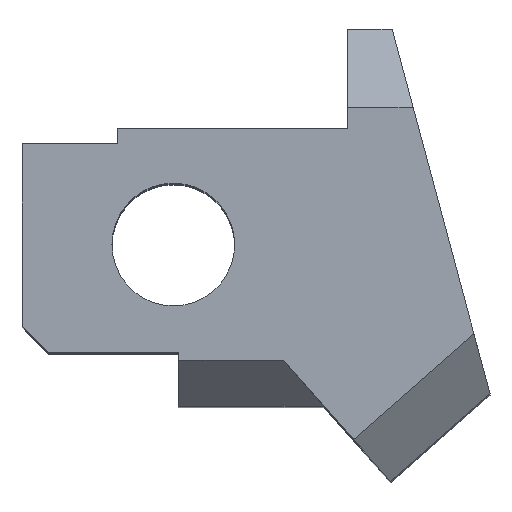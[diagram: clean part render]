
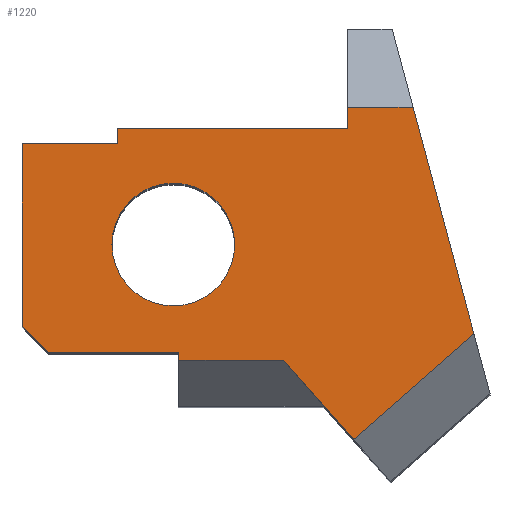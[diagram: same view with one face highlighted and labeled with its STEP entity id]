
A CAD part, top view. The second image highlights one B-rep face of the part: STEP entity #1220.
In plain terms, the highlighted planar face has unit normal (0, 0, 1).
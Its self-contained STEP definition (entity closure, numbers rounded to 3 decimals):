
#24=FACE_BOUND('',#197,.T.);
#71=PLANE('',#1306);
#129=FACE_OUTER_BOUND('',#196,.T.);
#196=EDGE_LOOP('',(#1124,#1125,#1126,#1127,#1128,#1129,#1130,#1131,#1132,
#1133,#1134,#1135,#1136));
#197=EDGE_LOOP('',(#1137));
#246=LINE('',#1728,#404);
#319=LINE('',#1878,#477);
#322=LINE('',#1883,#480);
#326=LINE('',#1889,#484);
#328=LINE('',#1894,#486);
#332=LINE('',#1900,#490);
#333=LINE('',#1903,#491);
#335=LINE('',#1907,#493);
#337=LINE('',#1911,#495);
#339=LINE('',#1914,#497);
#347=LINE('',#1932,#505);
#355=LINE('',#1948,#513);
#356=LINE('',#1950,#514);
#404=VECTOR('',#1393,10.);
#477=VECTOR('',#1526,10.);
#480=VECTOR('',#1531,10.);
#484=VECTOR('',#1537,10.);
#486=VECTOR('',#1541,10.);
#490=VECTOR('',#1547,10.);
#491=VECTOR('',#1550,10.);
#493=VECTOR('',#1554,10.);
#495=VECTOR('',#1558,10.);
#497=VECTOR('',#1562,10.);
#505=VECTOR('',#1582,10.);
#513=VECTOR('',#1600,10.);
#514=VECTOR('',#1603,10.);
#531=CIRCLE('',#1296,1.6);
#580=VERTEX_POINT('',#1725);
#581=VERTEX_POINT('',#1727);
#627=VERTEX_POINT('',#1875);
#628=VERTEX_POINT('',#1877);
#629=VERTEX_POINT('',#1882);
#630=VERTEX_POINT('',#1888);
#631=VERTEX_POINT('',#1892);
#632=VERTEX_POINT('',#1893);
#633=VERTEX_POINT('',#1898);
#634=VERTEX_POINT('',#1902);
#635=VERTEX_POINT('',#1906);
#636=VERTEX_POINT('',#1910);
#637=VERTEX_POINT('',#1917);
#640=VERTEX_POINT('',#1931);
#698=EDGE_CURVE('',#581,#580,#246,.T.);
#774=EDGE_CURVE('',#628,#627,#319,.F.);
#777=EDGE_CURVE('',#628,#629,#322,.T.);
#781=EDGE_CURVE('',#630,#629,#326,.F.);
#783=EDGE_CURVE('',#631,#632,#328,.F.);
#787=EDGE_CURVE('',#631,#633,#332,.T.);
#788=EDGE_CURVE('',#633,#634,#333,.T.);
#790=EDGE_CURVE('',#634,#635,#335,.T.);
#792=EDGE_CURVE('',#635,#636,#337,.T.);
#794=EDGE_CURVE('',#636,#627,#339,.T.);
#796=EDGE_CURVE('',#637,#637,#531,.T.);
#803=EDGE_CURVE('',#630,#640,#347,.T.);
#811=EDGE_CURVE('',#632,#581,#355,.T.);
#812=EDGE_CURVE('',#580,#640,#356,.T.);
#1124=ORIENTED_EDGE('',*,*,#794,.F.);
#1125=ORIENTED_EDGE('',*,*,#792,.F.);
#1126=ORIENTED_EDGE('',*,*,#790,.F.);
#1127=ORIENTED_EDGE('',*,*,#788,.F.);
#1128=ORIENTED_EDGE('',*,*,#787,.F.);
#1129=ORIENTED_EDGE('',*,*,#783,.T.);
#1130=ORIENTED_EDGE('',*,*,#811,.T.);
#1131=ORIENTED_EDGE('',*,*,#698,.T.);
#1132=ORIENTED_EDGE('',*,*,#812,.T.);
#1133=ORIENTED_EDGE('',*,*,#803,.F.);
#1134=ORIENTED_EDGE('',*,*,#781,.T.);
#1135=ORIENTED_EDGE('',*,*,#777,.F.);
#1136=ORIENTED_EDGE('',*,*,#774,.T.);
#1137=ORIENTED_EDGE('',*,*,#796,.T.);
#1220=ADVANCED_FACE('',(#129,#24),#71,.F.);
#1296=AXIS2_PLACEMENT_3D('',#1918,#1566,#1567);
#1306=AXIS2_PLACEMENT_3D('',#1949,#1601,#1602);
#1393=DIRECTION('',(-0.006,-1.,0.));
#1526=DIRECTION('',(1.,0.,0.));
#1531=DIRECTION('',(0.259,-0.966,0.));
#1537=DIRECTION('',(-0.75,-0.661,0.));
#1541=DIRECTION('',(-0.707,0.707,0.));
#1547=DIRECTION('',(0.,1.,0.));
#1550=DIRECTION('',(1.,0.,0.));
#1554=DIRECTION('',(0.,1.,0.));
#1558=DIRECTION('',(1.,0.,0.));
#1562=DIRECTION('',(0.,1.,0.));
#1566=DIRECTION('center_axis',(0.,0.,
-1.));
#1567=DIRECTION('ref_axis',(1.,0.,0.));
#1582=DIRECTION('',(-0.661,0.75,0.));
#1600=DIRECTION('',(1.,0.,0.));
#1601=DIRECTION('center_axis',(0.,0.,
-1.));
#1602=DIRECTION('ref_axis',(-1.,0.,0.));
#1603=DIRECTION('',(1.,0.,0.));
#1725=CARTESIAN_POINT('',(140.396,110.762,102.189));
#1727=CARTESIAN_POINT('',(140.397,110.949,102.189));
#1728=CARTESIAN_POINT('',(140.413,113.53,102.189));
#1875=CARTESIAN_POINT('',(144.793,117.357,102.189));
#1877=CARTESIAN_POINT('',(146.511,117.357,102.189));
#1878=CARTESIAN_POINT('',(141.88,117.357,102.189));
#1882=CARTESIAN_POINT('',(148.096,111.44,102.189));
#1883=CARTESIAN_POINT('',(146.88,115.979,102.189));
#1888=CARTESIAN_POINT('',(144.964,108.682,102.189));
#1889=CARTESIAN_POINT('',(146.633,110.151,102.189));
#1892=CARTESIAN_POINT('',(136.307,111.644,102.189));
#1893=CARTESIAN_POINT('',(137.002,110.949,102.189));
#1894=CARTESIAN_POINT('',(137.407,110.544,102.189));
#1898=CARTESIAN_POINT('',(136.307,116.4,102.189));
#1900=CARTESIAN_POINT('',(136.307,112.705,102.189));
#1902=CARTESIAN_POINT('',(138.793,116.4,102.189));
#1903=CARTESIAN_POINT('',(140.606,116.4,102.189));
#1906=CARTESIAN_POINT('',(138.793,116.805,102.189));
#1907=CARTESIAN_POINT('',(138.793,117.787,102.189));
#1910=CARTESIAN_POINT('',(144.793,116.805,102.189));
#1911=CARTESIAN_POINT('',(140.606,116.805,102.189));
#1914=CARTESIAN_POINT('',(144.793,117.887,102.189));
#1917=CARTESIAN_POINT('',(138.654,113.773,102.189));
#1918=CARTESIAN_POINT('Origin',(140.254,113.773,102.189));
#1931=CARTESIAN_POINT('',(143.132,110.762,102.189));
#1932=CARTESIAN_POINT('',(143.017,110.893,102.189));
#1948=CARTESIAN_POINT('',(141.409,110.949,102.189));
#1949=CARTESIAN_POINT('Origin',(142.42,114.175,102.189));
#1950=CARTESIAN_POINT('',(144.21,110.762,102.189));
